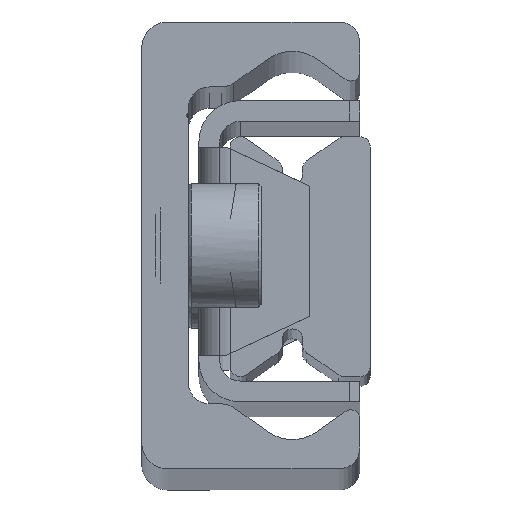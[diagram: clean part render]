
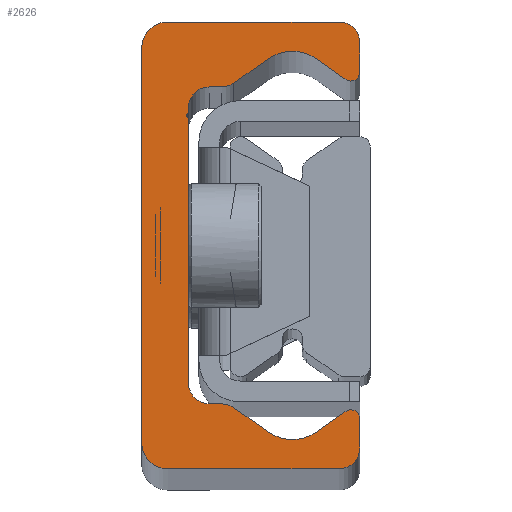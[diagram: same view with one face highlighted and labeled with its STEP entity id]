
A CAD part, top view. The second image highlights one B-rep face of the part: STEP entity #2626.
In plain terms, the highlighted planar face has unit normal (0, 0, 1).
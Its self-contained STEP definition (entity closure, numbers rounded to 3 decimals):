
#1560=CARTESIAN_POINT('',(2.499,-21.5,1170.0));
#1561=VERTEX_POINT('',#1560);
#1562=CARTESIAN_POINT('',(-0.001,-19.0,1170.0));
#1563=VERTEX_POINT('',#1562);
#1564=CARTESIAN_POINT('',(2.499,-19.0,1170.0));
#1565=DIRECTION('',(0.0,0.0,-1.0));
#1566=DIRECTION('',(-1.0,0.0,0.0));
#1567=AXIS2_PLACEMENT_3D('',#1564,#1565,#1566);
#1568=CIRCLE('',#1567,2.5);
#1569=EDGE_CURVE('',#1561,#1563,#1568,.T.);
#1602=CARTESIAN_POINT('',(-0.001,19.0,1170.0));
#1603=VERTEX_POINT('',#1602);
#1604=CARTESIAN_POINT('',(-0.001,-19.0,1170.0));
#1605=DIRECTION('',(0.0,1.0,0.0));
#1606=VECTOR('',#1605,38.0);
#1607=LINE('',#1604,#1606);
#1608=EDGE_CURVE('',#1563,#1603,#1607,.T.);
#1684=CARTESIAN_POINT('',(2.499,21.5,1170.0));
#1685=VERTEX_POINT('',#1684);
#1686=CARTESIAN_POINT('',(2.499,19.0,1170.0));
#1687=DIRECTION('',(0.0,0.0,-1.0));
#1688=DIRECTION('',(0.0,1.0,0.0));
#1689=AXIS2_PLACEMENT_3D('',#1686,#1687,#1688);
#1690=CIRCLE('',#1689,2.5);
#1691=EDGE_CURVE('',#1603,#1685,#1690,.T.);
#1717=CARTESIAN_POINT('',(18.999,21.5,1170.0));
#1718=VERTEX_POINT('',#1717);
#1719=CARTESIAN_POINT('',(2.499,21.5,1170.0));
#1720=DIRECTION('',(1.0,0.0,0.0));
#1721=VECTOR('',#1720,16.5);
#1722=LINE('',#1719,#1721);
#1723=EDGE_CURVE('',#1685,#1718,#1722,.T.);
#1748=CARTESIAN_POINT('',(20.999,19.5,1170.0));
#1749=VERTEX_POINT('',#1748);
#1750=CARTESIAN_POINT('',(18.999,19.5,1170.0));
#1751=DIRECTION('',(0.0,0.0,-1.0));
#1752=DIRECTION('',(1.0,0.0,0.0));
#1753=AXIS2_PLACEMENT_3D('',#1750,#1751,#1752);
#1754=CIRCLE('',#1753,2.);
#1755=EDGE_CURVE('',#1718,#1749,#1754,.T.);
#1781=CARTESIAN_POINT('',(20.999,16.65,1170.0));
#1782=VERTEX_POINT('',#1781);
#1783=CARTESIAN_POINT('',(20.999,19.5,1170.0));
#1784=DIRECTION('',(0.0,-1.0,0.0));
#1785=VECTOR('',#1784,2.85);
#1786=LINE('',#1783,#1785);
#1787=EDGE_CURVE('',#1749,#1782,#1786,.T.);
#1812=CARTESIAN_POINT('',(19.662,15.953,1170.0));
#1813=VERTEX_POINT('',#1812);
#1814=CARTESIAN_POINT('',(20.149,16.65,1170.0));
#1815=DIRECTION('',(0.0,0.0,-1.));
#1816=DIRECTION('',(-0.574,-0.819,0.0));
#1817=AXIS2_PLACEMENT_3D('',#1814,#1815,#1816);
#1818=CIRCLE('',#1817,0.85);
#1819=EDGE_CURVE('',#1782,#1813,#1818,.T.);
#1845=CARTESIAN_POINT('',(16.794,17.962,1170.0));
#1846=VERTEX_POINT('',#1845);
#1847=CARTESIAN_POINT('',(19.662,15.953,1170.0));
#1848=DIRECTION('',(-0.819,0.574,0.0));
#1849=VECTOR('',#1848,3.501);
#1850=LINE('',#1847,#1849);
#1851=EDGE_CURVE('',#1813,#1846,#1850,.T.);
#1876=CARTESIAN_POINT('',(12.205,17.962,1170.0));
#1877=VERTEX_POINT('',#1876);
#1878=CARTESIAN_POINT('',(14.499,14.685,1170.0));
#1879=DIRECTION('',(0.0,0.0,1.0));
#1880=DIRECTION('',(-0.574,-0.819,0.0));
#1881=AXIS2_PLACEMENT_3D('',#1878,#1879,#1880);
#1882=CIRCLE('',#1881,4.0);
#1883=EDGE_CURVE('',#1846,#1877,#1882,.T.);
#1909=CARTESIAN_POINT('',(8.849,15.612,1170.0));
#1910=VERTEX_POINT('',#1909);
#1911=CARTESIAN_POINT('',(12.205,17.962,1170.0));
#1912=DIRECTION('',(-0.819,-0.574,0.0));
#1913=VECTOR('',#1912,4.097);
#1914=LINE('',#1911,#1913);
#1915=EDGE_CURVE('',#1877,#1910,#1914,.T.);
#1940=CARTESIAN_POINT('',(7.702,15.25,1170.0));
#1941=VERTEX_POINT('',#1940);
#1942=CARTESIAN_POINT('',(7.702,17.25,1170.0));
#1943=DIRECTION('',(0.0,0.0,-1.0));
#1944=DIRECTION('',(0.0,-1.0,0.0));
#1945=AXIS2_PLACEMENT_3D('',#1942,#1943,#1944);
#1946=CIRCLE('',#1945,2.0);
#1947=EDGE_CURVE('',#1910,#1941,#1946,.T.);
#1973=CARTESIAN_POINT('',(6.499,15.25,1170.0));
#1974=VERTEX_POINT('',#1973);
#1975=CARTESIAN_POINT('',(7.702,15.25,1170.0));
#1976=DIRECTION('',(-1.0,0.0,0.0));
#1977=VECTOR('',#1976,1.203);
#1978=LINE('',#1975,#1977);
#1979=EDGE_CURVE('',#1941,#1974,#1978,.T.);
#2004=CARTESIAN_POINT('',(4.499,13.25,1170.0));
#2005=VERTEX_POINT('',#2004);
#2006=CARTESIAN_POINT('',(6.499,13.25,1170.0));
#2007=DIRECTION('',(0.0,0.0,1.0));
#2008=DIRECTION('',(0.0,-1.0,0.0));
#2009=AXIS2_PLACEMENT_3D('',#2006,#2007,#2008);
#2010=CIRCLE('',#2009,2.0);
#2011=EDGE_CURVE('',#1974,#2005,#2010,.T.);
#2037=CARTESIAN_POINT('',(4.499,12.861,1170.0));
#2038=VERTEX_POINT('',#2037);
#2039=CARTESIAN_POINT('',(4.499,13.25,1170.0));
#2040=DIRECTION('',(0.0,-1.0,0.0));
#2041=VECTOR('',#2040,0.389);
#2042=LINE('',#2039,#2041);
#2043=EDGE_CURVE('',#2005,#2038,#2042,.T.);
#2068=CARTESIAN_POINT('',(4.411,12.734,1170.0));
#2069=VERTEX_POINT('',#2068);
#2070=CARTESIAN_POINT('',(4.363,12.861,1170.0));
#2071=DIRECTION('',(0.0,0.0,-1.0));
#2072=DIRECTION('',(0.353,-0.936,0.0));
#2073=AXIS2_PLACEMENT_3D('',#2070,#2071,#2072);
#2074=CIRCLE('',#2073,0.136);
#2075=EDGE_CURVE('',#2038,#2069,#2074,.T.);
#2101=CARTESIAN_POINT('',(4.422,12.262,1170.0));
#2102=VERTEX_POINT('',#2101);
#2103=CARTESIAN_POINT('',(4.499,12.5,1170.0));
#2104=DIRECTION('',(0.0,0.0,1.0));
#2105=DIRECTION('',(0.353,-0.936,0.0));
#2106=AXIS2_PLACEMENT_3D('',#2103,#2104,#2105);
#2107=CIRCLE('',#2106,0.25);
#2108=EDGE_CURVE('',#2069,#2102,#2107,.T.);
#2134=CARTESIAN_POINT('',(4.499,12.156,1170.0));
#2135=VERTEX_POINT('',#2134);
#2136=CARTESIAN_POINT('',(4.387,12.156,1170.0));
#2137=DIRECTION('',(0.0,0.0,-1.0));
#2138=DIRECTION('',(1.0,0.0,0.0));
#2139=AXIS2_PLACEMENT_3D('',#2136,#2137,#2138);
#2140=CIRCLE('',#2139,0.112);
#2141=EDGE_CURVE('',#2102,#2135,#2140,.T.);
#2167=CARTESIAN_POINT('',(4.499,-13.25,1170.0));
#2168=VERTEX_POINT('',#2167);
#2169=CARTESIAN_POINT('',(4.499,12.156,1170.0));
#2170=DIRECTION('',(0.0,-1.0,0.0));
#2171=VECTOR('',#2170,25.406);
#2172=LINE('',#2169,#2171);
#2173=EDGE_CURVE('',#2135,#2168,#2172,.T.);
#2249=CARTESIAN_POINT('',(6.499,-15.25,1170.0));
#2250=VERTEX_POINT('',#2249);
#2251=CARTESIAN_POINT('',(6.499,-13.25,1170.0));
#2252=DIRECTION('',(0.0,0.0,1.0));
#2253=DIRECTION('',(1.0,0.0,0.0));
#2254=AXIS2_PLACEMENT_3D('',#2251,#2252,#2253);
#2255=CIRCLE('',#2254,2.0);
#2256=EDGE_CURVE('',#2168,#2250,#2255,.T.);
#2282=CARTESIAN_POINT('',(7.702,-15.25,1170.0));
#2283=VERTEX_POINT('',#2282);
#2284=CARTESIAN_POINT('',(6.499,-15.25,1170.0));
#2285=DIRECTION('',(1.0,0.0,0.0));
#2286=VECTOR('',#2285,1.203);
#2287=LINE('',#2284,#2286);
#2288=EDGE_CURVE('',#2250,#2283,#2287,.T.);
#2313=CARTESIAN_POINT('',(8.849,-15.612,1170.0));
#2314=VERTEX_POINT('',#2313);
#2315=CARTESIAN_POINT('',(7.702,-17.25,1170.0));
#2316=DIRECTION('',(0.0,0.0,-1.));
#2317=DIRECTION('',(0.574,0.819,0.0));
#2318=AXIS2_PLACEMENT_3D('',#2315,#2316,#2317);
#2319=CIRCLE('',#2318,2.0);
#2320=EDGE_CURVE('',#2283,#2314,#2319,.T.);
#2346=CARTESIAN_POINT('',(12.205,-17.962,1170.0));
#2347=VERTEX_POINT('',#2346);
#2348=CARTESIAN_POINT('',(8.849,-15.612,1170.0));
#2349=DIRECTION('',(0.819,-0.574,0.0));
#2350=VECTOR('',#2349,4.097);
#2351=LINE('',#2348,#2350);
#2352=EDGE_CURVE('',#2314,#2347,#2351,.T.);
#2377=CARTESIAN_POINT('',(16.794,-17.962,1170.0));
#2378=VERTEX_POINT('',#2377);
#2379=CARTESIAN_POINT('',(14.499,-14.685,1170.0));
#2380=DIRECTION('',(0.0,0.0,1.0));
#2381=DIRECTION('',(0.574,0.819,0.0));
#2382=AXIS2_PLACEMENT_3D('',#2379,#2380,#2381);
#2383=CIRCLE('',#2382,4.0);
#2384=EDGE_CURVE('',#2347,#2378,#2383,.T.);
#2410=CARTESIAN_POINT('',(19.662,-15.953,1170.0));
#2411=VERTEX_POINT('',#2410);
#2412=CARTESIAN_POINT('',(16.794,-17.962,1170.0));
#2413=DIRECTION('',(0.819,0.574,0.0));
#2414=VECTOR('',#2413,3.501);
#2415=LINE('',#2412,#2414);
#2416=EDGE_CURVE('',#2378,#2411,#2415,.T.);
#2441=CARTESIAN_POINT('',(20.999,-16.65,1170.0));
#2442=VERTEX_POINT('',#2441);
#2443=CARTESIAN_POINT('',(20.149,-16.65,1170.0));
#2444=DIRECTION('',(0.0,0.0,-1.0));
#2445=DIRECTION('',(1.0,0.0,0.0));
#2446=AXIS2_PLACEMENT_3D('',#2443,#2444,#2445);
#2447=CIRCLE('',#2446,0.85);
#2448=EDGE_CURVE('',#2411,#2442,#2447,.T.);
#2474=CARTESIAN_POINT('',(20.999,-19.5,1170.0));
#2475=VERTEX_POINT('',#2474);
#2476=CARTESIAN_POINT('',(20.999,-16.65,1170.0));
#2477=DIRECTION('',(0.0,-1.0,0.0));
#2478=VECTOR('',#2477,2.85);
#2479=LINE('',#2476,#2478);
#2480=EDGE_CURVE('',#2442,#2475,#2479,.T.);
#2505=CARTESIAN_POINT('',(18.999,-21.5,1170.0));
#2506=VERTEX_POINT('',#2505);
#2507=CARTESIAN_POINT('',(18.999,-19.5,1170.0));
#2508=DIRECTION('',(0.0,0.0,-1.0));
#2509=DIRECTION('',(0.0,-1.0,0.0));
#2510=AXIS2_PLACEMENT_3D('',#2507,#2508,#2509);
#2511=CIRCLE('',#2510,2.);
#2512=EDGE_CURVE('',#2475,#2506,#2511,.T.);
#2538=CARTESIAN_POINT('',(18.999,-21.5,1170.0));
#2539=DIRECTION('',(-1.0,0.0,0.0));
#2540=VECTOR('',#2539,16.5);
#2541=LINE('',#2538,#2540);
#2542=EDGE_CURVE('',#2506,#1561,#2541,.T.);
#2591=CARTESIAN_POINT('',(7.822,0.017,1170.0));
#2592=DIRECTION('',(0.0,0.0,1.0));
#2593=DIRECTION('',(1.0,0.0,0.0));
#2594=AXIS2_PLACEMENT_3D('',#2591,#2592,#2593);
#2595=PLANE('',#2594);
#2596=ORIENTED_EDGE('',*,*,#1569,.F.);
#2597=ORIENTED_EDGE('',*,*,#2542,.F.);
#2598=ORIENTED_EDGE('',*,*,#2512,.F.);
#2599=ORIENTED_EDGE('',*,*,#2480,.F.);
#2600=ORIENTED_EDGE('',*,*,#2448,.F.);
#2601=ORIENTED_EDGE('',*,*,#2416,.F.);
#2602=ORIENTED_EDGE('',*,*,#2384,.F.);
#2603=ORIENTED_EDGE('',*,*,#2352,.F.);
#2604=ORIENTED_EDGE('',*,*,#2320,.F.);
#2605=ORIENTED_EDGE('',*,*,#2288,.F.);
#2606=ORIENTED_EDGE('',*,*,#2256,.F.);
#2607=ORIENTED_EDGE('',*,*,#2173,.F.);
#2608=ORIENTED_EDGE('',*,*,#2141,.F.);
#2609=ORIENTED_EDGE('',*,*,#2108,.F.);
#2610=ORIENTED_EDGE('',*,*,#2075,.F.);
#2611=ORIENTED_EDGE('',*,*,#2043,.F.);
#2612=ORIENTED_EDGE('',*,*,#2011,.F.);
#2613=ORIENTED_EDGE('',*,*,#1979,.F.);
#2614=ORIENTED_EDGE('',*,*,#1947,.F.);
#2615=ORIENTED_EDGE('',*,*,#1915,.F.);
#2616=ORIENTED_EDGE('',*,*,#1883,.F.);
#2617=ORIENTED_EDGE('',*,*,#1851,.F.);
#2618=ORIENTED_EDGE('',*,*,#1819,.F.);
#2619=ORIENTED_EDGE('',*,*,#1787,.F.);
#2620=ORIENTED_EDGE('',*,*,#1755,.F.);
#2621=ORIENTED_EDGE('',*,*,#1723,.F.);
#2622=ORIENTED_EDGE('',*,*,#1691,.F.);
#2623=ORIENTED_EDGE('',*,*,#1608,.F.);
#2624=EDGE_LOOP('',(#2596,#2597,#2598,#2599,#2600,#2601,#2602,#2603,#2604,#2605,#2606,#2607,#2608,#2609,#2610,#2611,#2612,#2613,#2614,#2615,#2616,#2617,#2618,#2619,#2620,#2621,#2622,#2623));
#2625=FACE_OUTER_BOUND('',#2624,.T.);
#2626=ADVANCED_FACE('',(#2625),#2595,.T.);
